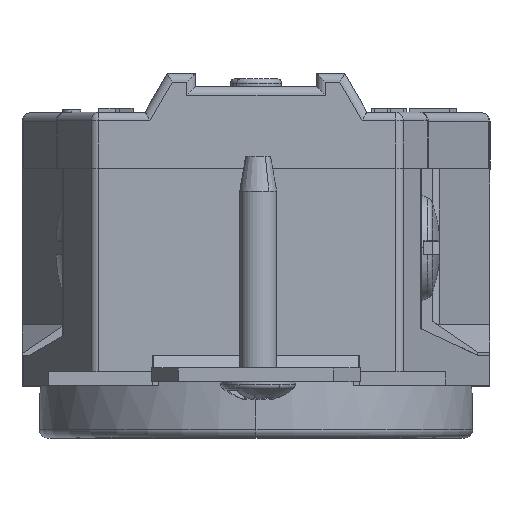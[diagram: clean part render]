
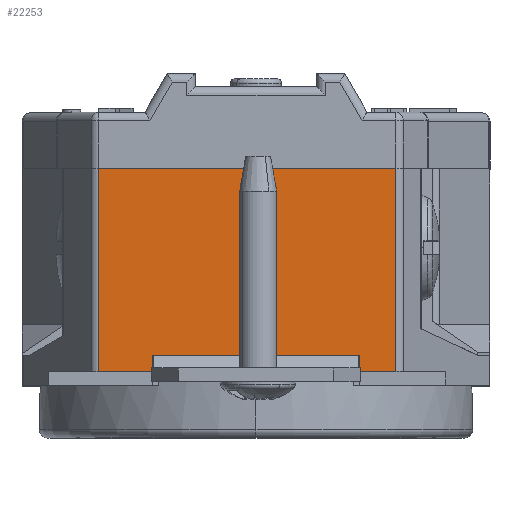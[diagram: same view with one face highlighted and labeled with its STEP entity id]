
A CAD part, top view. The second image highlights one B-rep face of the part: STEP entity #22253.
In plain terms, the highlighted planar face has unit normal (0, 0, 1).
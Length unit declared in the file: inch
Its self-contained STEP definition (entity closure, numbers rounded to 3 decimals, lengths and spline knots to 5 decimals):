
#672 = PLANE ( 'NONE',  #29408 ) ;
#1672 = CARTESIAN_POINT ( 'NONE',  ( -0.3725, -0.782, 1.3355 ) ) ;
#3816 = EDGE_LOOP ( 'NONE', ( #22296, #74756, #83107, #41371, #28703, #25694, #66271, #41531 ) ) ;
#5078 = CARTESIAN_POINT ( 'NONE',  ( -0.585, 0., 1.3355 ) ) ;
#6302 = LINE ( 'NONE', #57385, #76176 ) ;
#7028 = EDGE_CURVE ( 'NONE', #73743, #55417, #79558, .T. ) ;
#9356 = CARTESIAN_POINT ( 'NONE',  ( -0.5671, -0.732, 1.3355 ) ) ;
#11854 = CARTESIAN_POINT ( 'NONE',  ( 0.5041, 0., 1.3355 ) ) ;
#13062 = LINE ( 'NONE', #5078, #111957 ) ;
#15884 = DIRECTION ( 'NONE',  ( 1., 0., 0. ) ) ;
#22253 = ADVANCED_FACE ( 'NONE', ( #33068 ), #672, .T. ) ;
#22296 = ORIENTED_EDGE ( 'NONE', *, *, #67940, .F. ) ;
#25694 = ORIENTED_EDGE ( 'NONE', *, *, #40769, .F. ) ;
#26544 = VECTOR ( 'NONE', #63807, 39.37008 ) ;
#28703 = ORIENTED_EDGE ( 'NONE', *, *, #40148, .F. ) ;
#28924 = LINE ( 'NONE', #1672, #109773 ) ;
#29408 = AXIS2_PLACEMENT_3D ( 'NONE', #93799, #59137, #67673 ) ;
#31237 = VERTEX_POINT ( 'NONE', #11854 ) ;
#33068 = FACE_OUTER_BOUND ( 'NONE', #3816, .T. ) ;
#34555 = CARTESIAN_POINT ( 'NONE',  ( -0.585, -0.732, 1.3355 ) ) ;
#35672 = DIRECTION ( 'NONE',  ( -1., 0., 0. ) ) ;
#40148 = EDGE_CURVE ( 'NONE', #45725, #55417, #88807, .T. ) ;
#40769 = EDGE_CURVE ( 'NONE', #92212, #45725, #28924, .T. ) ;
#41371 = ORIENTED_EDGE ( 'NONE', *, *, #7028, .T. ) ;
#41531 = ORIENTED_EDGE ( 'NONE', *, *, #96667, .F. ) ;
#43226 = EDGE_CURVE ( 'NONE', #73743, #31237, #13062, .T. ) ;
#43307 = CARTESIAN_POINT ( 'NONE',  ( -0.3725, -0.673, 1.3355 ) ) ;
#45676 = CARTESIAN_POINT ( 'NONE',  ( -0.585, -0.732, 1.3355 ) ) ;
#45725 = VERTEX_POINT ( 'NONE', #110275 ) ;
#46950 = VERTEX_POINT ( 'NONE', #90823 ) ;
#49413 = CARTESIAN_POINT ( 'NONE',  ( -0.585, -0.673, 1.3355 ) ) ;
#51572 = LINE ( 'NONE', #34555, #91352 ) ;
#55417 = VERTEX_POINT ( 'NONE', #9356 ) ;
#55455 = VERTEX_POINT ( 'NONE', #99535 ) ;
#57385 = CARTESIAN_POINT ( 'NONE',  ( 0.3725, -0.782, 1.3355 ) ) ;
#59137 = DIRECTION ( 'NONE',  ( 0., 0., 1. ) ) ;
#61394 = CARTESIAN_POINT ( 'NONE',  ( -0.5671, -0.782, 1.3355 ) ) ;
#62411 = DIRECTION ( 'NONE',  ( 0., -1., 0. ) ) ;
#63807 = DIRECTION ( 'NONE',  ( -1., 0., 0. ) ) ;
#66271 = ORIENTED_EDGE ( 'NONE', *, *, #74307, .T. ) ;
#67673 = DIRECTION ( 'NONE',  ( 1., 0., 0. ) ) ;
#67940 = EDGE_CURVE ( 'NONE', #77787, #46950, #51572, .T. ) ;
#68602 = CARTESIAN_POINT ( 'NONE',  ( 0.5041, -0.782, 1.3355 ) ) ;
#68653 = LINE ( 'NONE', #49413, #88390 ) ;
#71044 = DIRECTION ( 'NONE',  ( 0., -1., 0. ) ) ;
#73743 = VERTEX_POINT ( 'NONE', #83061 ) ;
#74307 = EDGE_CURVE ( 'NONE', #92212, #55455, #68653, .T. ) ;
#74428 = DIRECTION ( 'NONE',  ( 0., 1., 0. ) ) ;
#74756 = ORIENTED_EDGE ( 'NONE', *, *, #105124, .T. ) ;
#76176 = VECTOR ( 'NONE', #74428, 39.37008 ) ;
#76444 = CARTESIAN_POINT ( 'NONE',  ( 0.5041, -0.732, 1.3355 ) ) ;
#77787 = VERTEX_POINT ( 'NONE', #76444 ) ;
#79558 = LINE ( 'NONE', #61394, #83770 ) ;
#83061 = CARTESIAN_POINT ( 'NONE',  ( -0.5671, 0., 1.3355 ) ) ;
#83107 = ORIENTED_EDGE ( 'NONE', *, *, #43226, .F. ) ;
#83770 = VECTOR ( 'NONE', #71044, 39.37008 ) ;
#88390 = VECTOR ( 'NONE', #15884, 39.37008 ) ;
#88807 = LINE ( 'NONE', #45676, #26544 ) ;
#90823 = CARTESIAN_POINT ( 'NONE',  ( 0.3725, -0.732, 1.3355 ) ) ;
#91352 = VECTOR ( 'NONE', #35672, 39.37008 ) ;
#91389 = DIRECTION ( 'NONE',  ( 1., 0., 0. ) ) ;
#91418 = VECTOR ( 'NONE', #103851, 39.37008 ) ;
#92212 = VERTEX_POINT ( 'NONE', #43307 ) ;
#93799 = CARTESIAN_POINT ( 'NONE',  ( -0.585, -0.782, 1.3355 ) ) ;
#96667 = EDGE_CURVE ( 'NONE', #46950, #55455, #6302, .T. ) ;
#99535 = CARTESIAN_POINT ( 'NONE',  ( 0.3725, -0.673, 1.3355 ) ) ;
#103851 = DIRECTION ( 'NONE',  ( 0., 1., 0. ) ) ;
#105124 = EDGE_CURVE ( 'NONE', #77787, #31237, #111782, .T. ) ;
#109773 = VECTOR ( 'NONE', #62411, 39.37008 ) ;
#110275 = CARTESIAN_POINT ( 'NONE',  ( -0.3725, -0.732, 1.3355 ) ) ;
#111782 = LINE ( 'NONE', #68602, #91418 ) ;
#111957 = VECTOR ( 'NONE', #91389, 39.37008 ) ;
